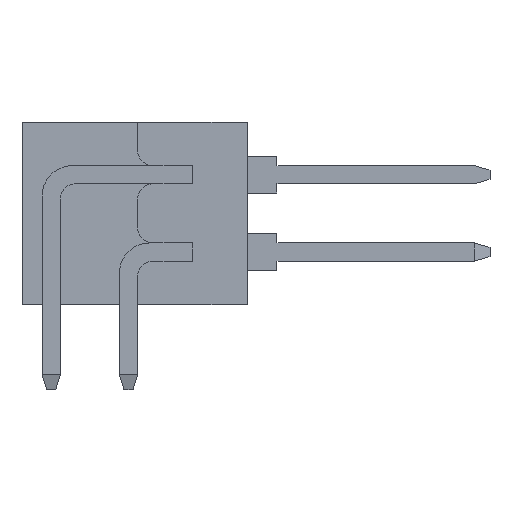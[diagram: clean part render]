
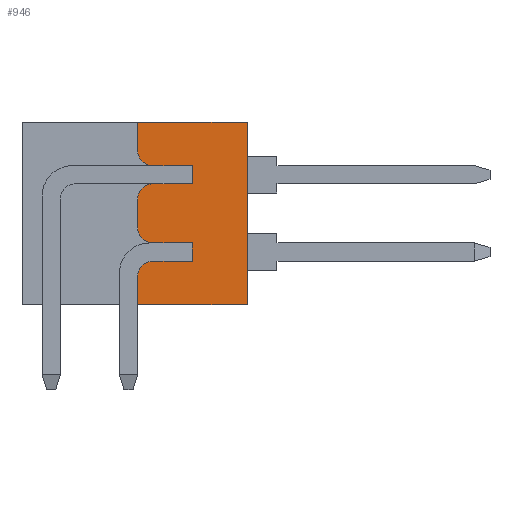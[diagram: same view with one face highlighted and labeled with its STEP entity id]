
A CAD part, left-side view. The second image highlights one B-rep face of the part: STEP entity #946.
In plain terms, the highlighted planar face has unit normal (-1, 0, 0).
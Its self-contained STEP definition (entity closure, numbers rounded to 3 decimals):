
#946 = ADVANCED_FACE('',(#947),#1081,.F.);
#947 = FACE_BOUND('',#948,.F.);
#948 = EDGE_LOOP('',(#949,#959,#967,#975,#983,#992,#1000,#1008,#1016,
    #1025,#1033,#1042,#1050,#1058,#1066,#1075));
#949 = ORIENTED_EDGE('',*,*,#950,.F.);
#950 = EDGE_CURVE('',#951,#953,#955,.T.);
#951 = VERTEX_POINT('',#952);
#952 = CARTESIAN_POINT('',(-6.08,-5.17,8.8));
#953 = VERTEX_POINT('',#954);
#954 = CARTESIAN_POINT('',(-6.08,-1.57,8.8));
#955 = LINE('',#956,#957);
#956 = CARTESIAN_POINT('',(-6.08,-5.17,8.8));
#957 = VECTOR('',#958,1.);
#958 = DIRECTION('',(0.,1.,0.));
#959 = ORIENTED_EDGE('',*,*,#960,.F.);
#960 = EDGE_CURVE('',#961,#951,#963,.T.);
#961 = VERTEX_POINT('',#962);
#962 = CARTESIAN_POINT('',(-6.08,-5.17,2.8));
#963 = LINE('',#964,#965);
#964 = CARTESIAN_POINT('',(-6.08,-5.17,2.8));
#965 = VECTOR('',#966,1.);
#966 = DIRECTION('',(0.,0.,1.));
#967 = ORIENTED_EDGE('',*,*,#968,.T.);
#968 = EDGE_CURVE('',#961,#969,#971,.T.);
#969 = VERTEX_POINT('',#970);
#970 = CARTESIAN_POINT('',(-6.08,-1.57,2.8));
#971 = LINE('',#972,#973);
#972 = CARTESIAN_POINT('',(-6.08,-5.17,2.8));
#973 = VECTOR('',#974,1.);
#974 = DIRECTION('',(0.,1.,0.));
#975 = ORIENTED_EDGE('',*,*,#976,.T.);
#976 = EDGE_CURVE('',#969,#977,#979,.T.);
#977 = VERTEX_POINT('',#978);
#978 = CARTESIAN_POINT('',(-6.08,-1.57,3.73));
#979 = LINE('',#980,#981);
#980 = CARTESIAN_POINT('',(-6.08,-1.57,2.8));
#981 = VECTOR('',#982,1.);
#982 = DIRECTION('',(0.,0.,1.));
#983 = ORIENTED_EDGE('',*,*,#984,.T.);
#984 = EDGE_CURVE('',#977,#985,#987,.T.);
#985 = VERTEX_POINT('',#986);
#986 = CARTESIAN_POINT('',(-6.08,-2.07,4.23));
#987 = CIRCLE('',#988,0.5);
#988 = AXIS2_PLACEMENT_3D('',#989,#990,#991);
#989 = CARTESIAN_POINT('',(-6.08,-2.07,3.73));
#990 = DIRECTION('',(1.,0.,0.));
#991 = DIRECTION('',(0.,1.,0.));
#992 = ORIENTED_EDGE('',*,*,#993,.F.);
#993 = EDGE_CURVE('',#994,#985,#996,.T.);
#994 = VERTEX_POINT('',#995);
#995 = CARTESIAN_POINT('',(-6.08,-3.37,4.23));
#996 = LINE('',#997,#998);
#997 = CARTESIAN_POINT('',(-6.08,-4.27,4.23));
#998 = VECTOR('',#999,1.);
#999 = DIRECTION('',(0.,1.,0.));
#1000 = ORIENTED_EDGE('',*,*,#1001,.F.);
#1001 = EDGE_CURVE('',#1002,#994,#1004,.T.);
#1002 = VERTEX_POINT('',#1003);
#1003 = CARTESIAN_POINT('',(-6.08,-3.37,4.83));
#1004 = LINE('',#1005,#1006);
#1005 = CARTESIAN_POINT('',(-6.08,-3.37,3.815));
#1006 = VECTOR('',#1007,1.);
#1007 = DIRECTION('',(0.,0.,-1.));
#1008 = ORIENTED_EDGE('',*,*,#1009,.F.);
#1009 = EDGE_CURVE('',#1010,#1002,#1012,.T.);
#1010 = VERTEX_POINT('',#1011);
#1011 = CARTESIAN_POINT('',(-6.08,-2.07,4.83));
#1012 = LINE('',#1013,#1014);
#1013 = CARTESIAN_POINT('',(-6.08,-3.62,4.83));
#1014 = VECTOR('',#1015,1.);
#1015 = DIRECTION('',(0.,-1.,0.));
#1016 = ORIENTED_EDGE('',*,*,#1017,.T.);
#1017 = EDGE_CURVE('',#1010,#1018,#1020,.T.);
#1018 = VERTEX_POINT('',#1019);
#1019 = CARTESIAN_POINT('',(-6.08,-1.57,5.33));
#1020 = CIRCLE('',#1021,0.5);
#1021 = AXIS2_PLACEMENT_3D('',#1022,#1023,#1024);
#1022 = CARTESIAN_POINT('',(-6.08,-2.07,5.33));
#1023 = DIRECTION('',(1.,0.,0.));
#1024 = DIRECTION('',(0.,1.,0.));
#1025 = ORIENTED_EDGE('',*,*,#1026,.T.);
#1026 = EDGE_CURVE('',#1018,#1027,#1029,.T.);
#1027 = VERTEX_POINT('',#1028);
#1028 = CARTESIAN_POINT('',(-6.08,-1.57,6.27));
#1029 = LINE('',#1030,#1031);
#1030 = CARTESIAN_POINT('',(-6.08,-1.57,2.8));
#1031 = VECTOR('',#1032,1.);
#1032 = DIRECTION('',(0.,0.,1.));
#1033 = ORIENTED_EDGE('',*,*,#1034,.T.);
#1034 = EDGE_CURVE('',#1027,#1035,#1037,.T.);
#1035 = VERTEX_POINT('',#1036);
#1036 = CARTESIAN_POINT('',(-6.08,-2.07,6.77));
#1037 = CIRCLE('',#1038,0.5);
#1038 = AXIS2_PLACEMENT_3D('',#1039,#1040,#1041);
#1039 = CARTESIAN_POINT('',(-6.08,-2.07,6.27));
#1040 = DIRECTION('',(1.,0.,0.));
#1041 = DIRECTION('',(0.,1.,0.));
#1042 = ORIENTED_EDGE('',*,*,#1043,.F.);
#1043 = EDGE_CURVE('',#1044,#1035,#1046,.T.);
#1044 = VERTEX_POINT('',#1045);
#1045 = CARTESIAN_POINT('',(-6.08,-3.37,6.77));
#1046 = LINE('',#1047,#1048);
#1047 = CARTESIAN_POINT('',(-6.08,-4.27,6.77));
#1048 = VECTOR('',#1049,1.);
#1049 = DIRECTION('',(0.,1.,0.));
#1050 = ORIENTED_EDGE('',*,*,#1051,.F.);
#1051 = EDGE_CURVE('',#1052,#1044,#1054,.T.);
#1052 = VERTEX_POINT('',#1053);
#1053 = CARTESIAN_POINT('',(-6.08,-3.37,7.37));
#1054 = LINE('',#1055,#1056);
#1055 = CARTESIAN_POINT('',(-6.08,-3.37,5.085));
#1056 = VECTOR('',#1057,1.);
#1057 = DIRECTION('',(0.,0.,-1.));
#1058 = ORIENTED_EDGE('',*,*,#1059,.F.);
#1059 = EDGE_CURVE('',#1060,#1052,#1062,.T.);
#1060 = VERTEX_POINT('',#1061);
#1061 = CARTESIAN_POINT('',(-6.08,-2.07,7.37));
#1062 = LINE('',#1063,#1064);
#1063 = CARTESIAN_POINT('',(-6.08,-3.62,7.37));
#1064 = VECTOR('',#1065,1.);
#1065 = DIRECTION('',(0.,-1.,0.));
#1066 = ORIENTED_EDGE('',*,*,#1067,.T.);
#1067 = EDGE_CURVE('',#1060,#1068,#1070,.T.);
#1068 = VERTEX_POINT('',#1069);
#1069 = CARTESIAN_POINT('',(-6.08,-1.57,7.87));
#1070 = CIRCLE('',#1071,0.5);
#1071 = AXIS2_PLACEMENT_3D('',#1072,#1073,#1074);
#1072 = CARTESIAN_POINT('',(-6.08,-2.07,7.87));
#1073 = DIRECTION('',(1.,0.,0.));
#1074 = DIRECTION('',(0.,1.,0.));
#1075 = ORIENTED_EDGE('',*,*,#1076,.T.);
#1076 = EDGE_CURVE('',#1068,#953,#1077,.T.);
#1077 = LINE('',#1078,#1079);
#1078 = CARTESIAN_POINT('',(-6.08,-1.57,2.8));
#1079 = VECTOR('',#1080,1.);
#1080 = DIRECTION('',(0.,0.,1.));
#1081 = PLANE('',#1082);
#1082 = AXIS2_PLACEMENT_3D('',#1083,#1084,#1085);
#1083 = CARTESIAN_POINT('',(-6.08,-5.17,2.8));
#1084 = DIRECTION('',(1.,0.,0.));
#1085 = DIRECTION('',(0.,0.,1.));
